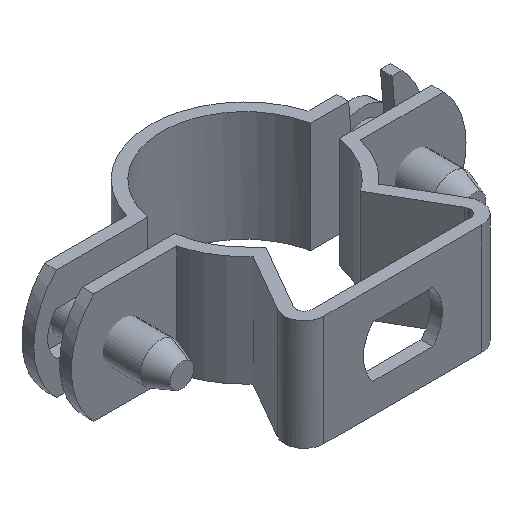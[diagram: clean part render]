
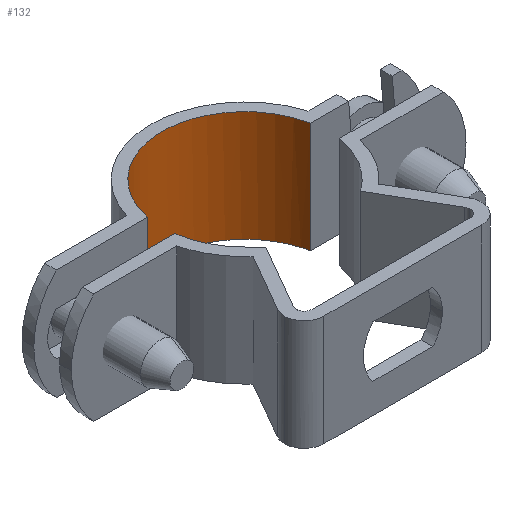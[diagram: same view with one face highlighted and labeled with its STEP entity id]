
A CAD part, isometric view. The second image highlights one B-rep face of the part: STEP entity #132.
In plain terms, the highlighted free-form (B-spline) face has degree [1, 2] with [2, 9] control points.
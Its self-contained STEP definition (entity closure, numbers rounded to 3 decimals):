
#132=ADVANCED_FACE('',(#287),#2578,.T.);
#287=FACE_OUTER_BOUND('',#444,.T.);
#444=EDGE_LOOP('',(#1041,#1042,#1043,#1044));
#1041=ORIENTED_EDGE('',*,*,#1610,.T.);
#1042=ORIENTED_EDGE('',*,*,#1600,.T.);
#1043=ORIENTED_EDGE('',*,*,#1611,.T.);
#1044=ORIENTED_EDGE('',*,*,#1609,.F.);
#1600=EDGE_CURVE('',#2345,#2353,#2112,.T.);
#1609=EDGE_CURVE('',#2346,#2360,#1941,.T.);
#1610=EDGE_CURVE('',#2346,#2345,#2115,.T.);
#1611=EDGE_CURVE('',#2353,#2360,#2116,.T.);
#1941=B_SPLINE_CURVE_WITH_KNOTS('',1,(#6194,#6195),.UNSPECIFIED.,.F.,.F.,
(2,2),(-15.401,-1.401),.UNSPECIFIED.);
#2112=(
BOUNDED_CURVE()
B_SPLINE_CURVE(1,(#6170,#6171),.UNSPECIFIED.,.F.,.F.)
B_SPLINE_CURVE_WITH_KNOTS((2,2),(1.401,15.401),.UNSPECIFIED.)
CURVE()
GEOMETRIC_REPRESENTATION_ITEM()
RATIONAL_B_SPLINE_CURVE((1.,1.))
REPRESENTATION_ITEM('')
);
#2115=(
BOUNDED_CURVE()
B_SPLINE_CURVE(2,(#6196,#6197,#6198,#6199,#6200,#6201,#6202,#6203,#6204),
 .UNSPECIFIED.,.F.,.F.)
B_SPLINE_CURVE_WITH_KNOTS((3,2,2,2,3),(-23.014,-21.844,
-12.4,-2.956,-1.786),.UNSPECIFIED.)
CURVE()
GEOMETRIC_REPRESENTATION_ITEM()
RATIONAL_B_SPLINE_CURVE((1.,0.945,0.897,0.773,
1.,0.773,0.897,0.945,1.))
REPRESENTATION_ITEM('')
);
#2116=(
BOUNDED_CURVE()
B_SPLINE_CURVE(2,(#6205,#6206,#6207,#6208,#6209,#6210,#6211,#6212,#6213),
 .UNSPECIFIED.,.F.,.F.)
B_SPLINE_CURVE_WITH_KNOTS((3,2,2,2,3),(1.786,2.956,
12.4,21.844,23.014),.UNSPECIFIED.)
CURVE()
GEOMETRIC_REPRESENTATION_ITEM()
RATIONAL_B_SPLINE_CURVE((1.,0.945,0.897,0.773,
1.,0.773,0.897,0.945,
1.))
REPRESENTATION_ITEM('')
);
#2345=VERTEX_POINT('',#6110);
#2346=VERTEX_POINT('',#6111);
#2353=VERTEX_POINT('',#6118);
#2360=VERTEX_POINT('',#6125);
#2578=(
BOUNDED_SURFACE()
B_SPLINE_SURFACE(1,2,((#5891,#5892,#5893,#5894,#5895,#5896,#5897,#5898,
#5899),(#5900,#5901,#5902,#5903,#5904,#5905,#5906,#5907,#5908)),
 .UNSPECIFIED.,.F.,.F.,.F.)
B_SPLINE_SURFACE_WITH_KNOTS((2,2),(3,2,2,2,3),(0.,16.802),(-0.324,
0.,20.782,41.564,43.187),.UNSPECIFIED.)
GEOMETRIC_REPRESENTATION_ITEM()
RATIONAL_B_SPLINE_SURFACE(((1.009,1.005,1.,0.707,
1.,0.707,1.,0.977,0.958),(1.009,
1.005,1.,0.707,1.,0.707,1.,0.977,
0.958)))
REPRESENTATION_ITEM('')
SURFACE()
);
#5891=CARTESIAN_POINT('',(10.5,19.771,-1.401));
#5892=CARTESIAN_POINT('',(10.5,19.885,-1.401));
#5893=CARTESIAN_POINT('',(10.5,20.,-1.401));
#5894=CARTESIAN_POINT('',(10.5,30.5,-1.401));
#5895=CARTESIAN_POINT('',(0.,30.5,-1.401));
#5896=CARTESIAN_POINT('',(-10.5,30.5,-1.401));
#5897=CARTESIAN_POINT('',(-10.5,20.,-1.401));
#5898=CARTESIAN_POINT('',(-10.5,19.406,-1.401));
#5899=CARTESIAN_POINT('',(-10.433,18.816,-1.401));
#5900=CARTESIAN_POINT('',(10.5,19.771,15.401));
#5901=CARTESIAN_POINT('',(10.5,19.885,15.401));
#5902=CARTESIAN_POINT('',(10.5,20.,15.401));
#5903=CARTESIAN_POINT('',(10.5,30.5,15.401));
#5904=CARTESIAN_POINT('',(0.,30.5,15.401));
#5905=CARTESIAN_POINT('',(-10.5,30.5,15.401));
#5906=CARTESIAN_POINT('',(-10.5,20.,15.401));
#5907=CARTESIAN_POINT('',(-10.5,19.406,15.401));
#5908=CARTESIAN_POINT('',(-10.433,18.816,15.401));
#6110=CARTESIAN_POINT('',(10.308,22.,0.));
#6111=CARTESIAN_POINT('',(-10.308,22.,0.));
#6118=CARTESIAN_POINT('',(10.308,22.,14.));
#6125=CARTESIAN_POINT('',(-10.308,22.,14.));
#6170=CARTESIAN_POINT('',(10.308,22.,0.));
#6171=CARTESIAN_POINT('',(10.308,22.,14.));
#6194=CARTESIAN_POINT('',(-10.308,22.,0.));
#6195=CARTESIAN_POINT('',(-10.308,22.,14.));
#6196=CARTESIAN_POINT('',(-10.308,22.,0.));
#6197=CARTESIAN_POINT('',(-10.159,22.765,0.));
#6198=CARTESIAN_POINT('',(-9.899,23.5,0.));
#6199=CARTESIAN_POINT('',(-7.425,30.5,0.));
#6200=CARTESIAN_POINT('',(0.,30.5,0.));
#6201=CARTESIAN_POINT('',(7.425,30.5,0.));
#6202=CARTESIAN_POINT('',(9.899,23.5,0.));
#6203=CARTESIAN_POINT('',(10.159,22.765,0.));
#6204=CARTESIAN_POINT('',(10.308,22.,0.));
#6205=CARTESIAN_POINT('',(10.308,22.,14.));
#6206=CARTESIAN_POINT('',(10.159,22.765,14.));
#6207=CARTESIAN_POINT('',(9.899,23.5,14.));
#6208=CARTESIAN_POINT('',(7.425,30.5,14.));
#6209=CARTESIAN_POINT('',(0.,30.5,14.));
#6210=CARTESIAN_POINT('',(-7.425,30.5,14.));
#6211=CARTESIAN_POINT('',(-9.899,23.5,14.));
#6212=CARTESIAN_POINT('',(-10.159,22.765,14.));
#6213=CARTESIAN_POINT('',(-10.308,22.,14.));
